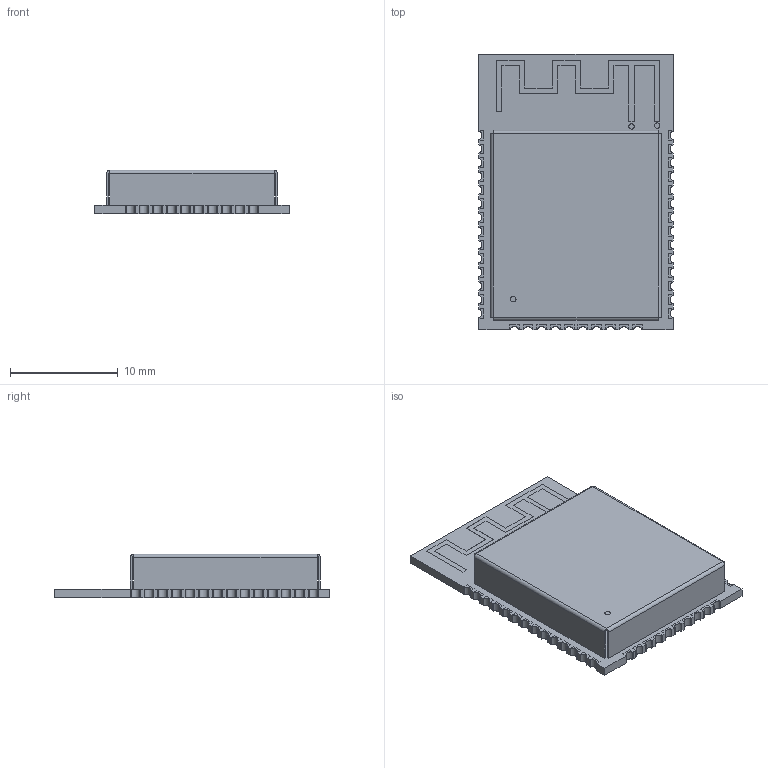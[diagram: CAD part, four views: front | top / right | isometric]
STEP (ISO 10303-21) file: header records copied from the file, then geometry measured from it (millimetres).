
FILE_DESCRIPTION (( 'STEP AP214' ), '1' );
FILE_NAME ('ESP32-WROOM-32E-N16.STEP', '2024-01-12T01:37:39', ( '' ), ( '' ), 'SwSTEP 2.0', 'SolidWorks 2023', '' );
FILE_SCHEMA (( 'AUTOMOTIVE_DESIGN' ));
Length unit declared in the file: millimetre
Products named in the file (57): Pieza143_23; Pieza143_39; Pieza143_25; Marking; Pieza143_2; Pieza143_31; Pieza143_17; Pieza143_20; Pieza143_37; Pieza143_32; Pieza144_1; Pieza143_22; Pieza143_41; Pieza143_5; Pieza143_38; Pieza143_30; Pieza143_6; Pieza143_43; Pieza143_15; Pieza143_1; Antenna; ESP32-WROOM-32E-N16; Pieza143; Pieza143_7; Pieza143_36; Pieza143_26; Dot; Pieza143_34; Top; Pieza143_4; Pieza143_3; Pieza143_16; Pieza143_46; Pieza143_13; Pieza143_18; Pieza143_12; Pieza144; Pieza143_33; Pieza143_29; Board ...
Assembly tree (56 placements, depth 3):
  ESP32-WROOM-32E-N16
    Board
    Top
    Pins
      Pieza143_26
      Pieza143_15
      Pieza143_9
      Pieza143_28
      Pieza143_42
      Pieza143_36
      Pieza143_1
      Pieza143_19
      Pieza143_32
      Pieza143_12
      Pieza143_6
      Pieza143_18
      Pieza143_29
      Pieza143_10
      Pieza143_40
      Pieza143_35
      Pieza143_41
      Pieza143_24
      Pieza143_8
      Pieza143_14
      Pieza143_22
      Pieza143_30
      Pieza143_23
      Pieza143_45
      Pieza143_46
      Pieza143_25
      Pieza143_33
      Pieza143_3
      Pieza143_20
      Pieza143_2
      Pieza143_39
      Pieza143_11
      Pieza143_34
      Pieza143
      Pieza143_16
      Pieza143_38
      Pieza143_17
      Pieza143_5
      Pieza143_37
      Pieza143_44
      Pieza143_7
      Pieza143_27
      Pieza143_13
      Pieza143_43
      Pieza143_21
      Pieza143_31
      Pieza143_4
    Antenna
      Pieza144_2
      Pieza144
      Pieza144_1
    Marking
      Dot
Bounding box: 18 x 25.5 x 4.05 mm (x, y, z)
Volume: 456.3 mm3; surface area: 2181.7 mm2
Topology: 53 solids, 53 shells, 785 faces, 1994 edges, 1324 vertices
Faces by surface type: plane 733, cylinder 52
Entity records: 25073 total; most frequent: CARTESIAN_POINT 4165, ORIENTED_EDGE 3988, DIRECTION 3792, EDGE_CURVE 1994, VECTOR 1890, LINE 1890, VERTEX_POINT 1324, AXIS2_PLACEMENT_3D 951
